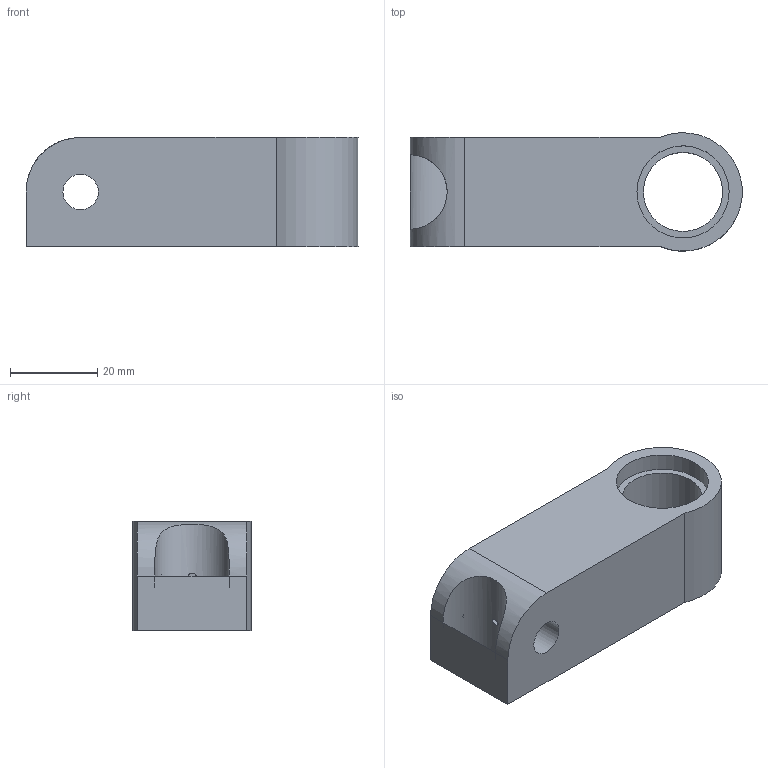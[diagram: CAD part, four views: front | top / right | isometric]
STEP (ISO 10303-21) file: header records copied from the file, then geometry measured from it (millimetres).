
FILE_DESCRIPTION((''),'2;1');
FILE_NAME('HUB CENTER.ipt.step','2013-12-08T06:22:03',(''),(''),'Autodesk Inventor 2013','Autodesk Inventor 2013','');
FILE_SCHEMA(('AUTOMOTIVE_DESIGN { 1 0 10303 214 1 1 1 1 }'));
Length unit declared in the file: millimetre
Products named in the file (1): HUB CENTER
Bounding box: 76 x 27.06 x 25 mm (x, y, z)
Volume: 34715.8 mm3; surface area: 10426.9 mm2
Topology: 1 solids, 1 shells, 22 faces, 53 edges, 35 vertices
Faces by surface type: plane 13, cylinder 8, cone 1
Full cylindrical faces by diameter (mm): 8.1 x1, 18.1 x1, 21.1 x2
Entity records: 729 total; most frequent: CARTESIAN_POINT 201, DIRECTION 101, ORIENTED_EDGE 92, EDGE_CURVE 46, AXIS2_PLACEMENT_3D 35, EDGE_LOOP 35, VERTEX_POINT 33, VECTOR 31
